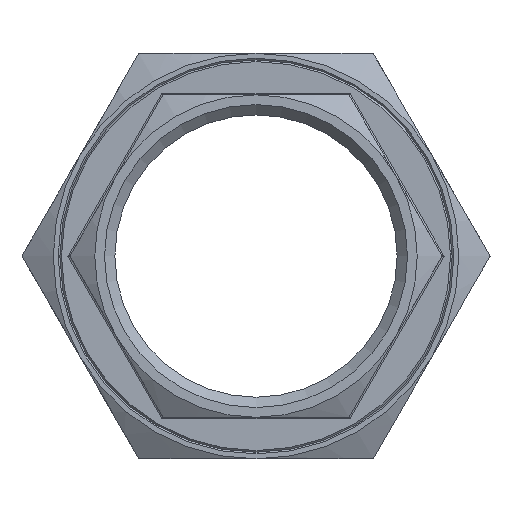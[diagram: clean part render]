
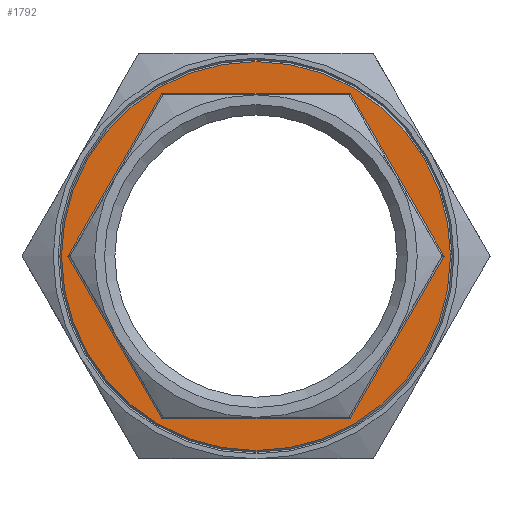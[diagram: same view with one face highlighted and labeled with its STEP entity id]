
A CAD part, left-side view. The second image highlights one B-rep face of the part: STEP entity #1792.
In plain terms, the highlighted planar face has unit normal (-1, 0, 0).
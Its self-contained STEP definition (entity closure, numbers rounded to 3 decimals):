
#5 = DIRECTION ( 'NONE',  ( 0., -1., 0. ) ) ;
#18 = FACE_BOUND ( 'NONE', #3644, .T. ) ;
#1792 = ADVANCED_FACE ( 'NONE', ( #14474, #18 ), #14472, .T. ) ;
#3322 = ORIENTED_EDGE ( 'NONE', *, *, #10270, .F. ) ;
#3644 = EDGE_LOOP ( 'NONE', ( #3322, #12056, #12066, #10799, #12076, #10765 ) ) ;
#3674 = EDGE_LOOP ( 'NONE', ( #10787 ) ) ;
#5789 = VECTOR ( 'NONE', #9591, 1000. ) ;
#5795 = VECTOR ( 'NONE', #9534, 1000. ) ;
#5796 = VECTOR ( 'NONE', #9560, 1000. ) ;
#9128 = CARTESIAN_POINT ( 'NONE',  ( -16., -28.29, 49. ) ) ;
#9129 = CARTESIAN_POINT ( 'NONE',  ( -16., 28.29, -49. ) ) ;
#9145 = CARTESIAN_POINT ( 'NONE',  ( -16., 56.58, 0. ) ) ;
#9164 = CARTESIAN_POINT ( 'NONE',  ( -16., -56.58, 0. ) ) ;
#9172 = CARTESIAN_POINT ( 'NONE',  ( -16., -28.29, -49. ) ) ;
#9187 = CARTESIAN_POINT ( 'NONE',  ( -16., 28.29, 49. ) ) ;
#9363 = CARTESIAN_POINT ( 'NONE',  ( -16., 0., 58.5 ) ) ;
#9376 = VERTEX_POINT ( 'NONE', #9363 ) ;
#9492 = LINE ( 'NONE', #9528, #5795 ) ;
#9528 = CARTESIAN_POINT ( 'NONE',  ( -16., -35.435, -36.625 ) ) ;
#9533 = LINE ( 'NONE', #9548, #5796 ) ;
#9534 = DIRECTION ( 'NONE',  ( 0., -0.5, 0.866 ) ) ;
#9548 = CARTESIAN_POINT ( 'NONE',  ( -16., 14.001, -49. ) ) ;
#9560 = DIRECTION ( 'NONE',  ( 0., -1., 0. ) ) ;
#9561 = LINE ( 'NONE', #9562, #5789 ) ;
#9562 = CARTESIAN_POINT ( 'NONE',  ( -16., 49.436, -12.375 ) ) ;
#9591 = DIRECTION ( 'NONE',  ( 0., -0.5, -0.866 ) ) ;
#9851 = DIRECTION ( 'NONE',  ( 0., 0., 1. ) ) ;
#9856 = DIRECTION ( 'NONE',  ( -1., 0., 0. ) ) ;
#9869 = CARTESIAN_POINT ( 'NONE',  ( -16., 0., 0. ) ) ;
#9871 = LINE ( 'NONE', #9874, #10695 ) ;
#9874 = CARTESIAN_POINT ( 'NONE',  ( -16., -49.436, 12.375 ) ) ;
#9935 = DIRECTION ( 'NONE',  ( 0., 0.5, 0.866 ) ) ;
#9983 = LINE ( 'NONE', #9984, #10711 ) ;
#9984 = CARTESIAN_POINT ( 'NONE',  ( -16., 35.435, 36.625 ) ) ;
#9987 = DIRECTION ( 'NONE',  ( 0., 0.5, -0.866 ) ) ;
#9992 = LINE ( 'NONE', #9996, #10703 ) ;
#9996 = CARTESIAN_POINT ( 'NONE',  ( -16., -14.001, 49. ) ) ;
#10005 = DIRECTION ( 'NONE',  ( 0., 1., 0. ) ) ;
#10255 = EDGE_CURVE ( 'NONE', #11720, #11726, #9492, .T. ) ;
#10269 = EDGE_CURVE ( 'NONE', #11698, #11720, #9533, .T. ) ;
#10270 = EDGE_CURVE ( 'NONE', #11689, #11698, #9561, .T. ) ;
#10347 = EDGE_CURVE ( 'NONE', #9376, #9376, #10735, .T. ) ;
#10367 = EDGE_CURVE ( 'NONE', #11726, #11693, #9871, .T. ) ;
#10382 = EDGE_CURVE ( 'NONE', #11693, #11717, #9992, .T. ) ;
#10387 = EDGE_CURVE ( 'NONE', #11717, #11689, #9983, .T. ) ;
#10471 = AXIS2_PLACEMENT_3D ( 'NONE', #14464, #14480, #5 ) ;
#10695 = VECTOR ( 'NONE', #9935, 1000. ) ;
#10703 = VECTOR ( 'NONE', #10005, 1000. ) ;
#10711 = VECTOR ( 'NONE', #9987, 1000. ) ;
#10723 = AXIS2_PLACEMENT_3D ( 'NONE', #9869, #9856, #9851 ) ;
#10735 = CIRCLE ( 'NONE', #10723, 58.5 ) ;
#10765 = ORIENTED_EDGE ( 'NONE', *, *, #10269, .F. ) ;
#10787 = ORIENTED_EDGE ( 'NONE', *, *, #10347, .T. ) ;
#10799 = ORIENTED_EDGE ( 'NONE', *, *, #10367, .F. ) ;
#11689 = VERTEX_POINT ( 'NONE', #9145 ) ;
#11693 = VERTEX_POINT ( 'NONE', #9128 ) ;
#11698 = VERTEX_POINT ( 'NONE', #9129 ) ;
#11717 = VERTEX_POINT ( 'NONE', #9187 ) ;
#11720 = VERTEX_POINT ( 'NONE', #9172 ) ;
#11726 = VERTEX_POINT ( 'NONE', #9164 ) ;
#12056 = ORIENTED_EDGE ( 'NONE', *, *, #10387, .F. ) ;
#12066 = ORIENTED_EDGE ( 'NONE', *, *, #10382, .F. ) ;
#12076 = ORIENTED_EDGE ( 'NONE', *, *, #10255, .F. ) ;
#14464 = CARTESIAN_POINT ( 'NONE',  ( -16., 0., 0. ) ) ;
#14472 = PLANE ( 'NONE',  #10471 ) ;
#14474 = FACE_OUTER_BOUND ( 'NONE', #3674, .T. ) ;
#14480 = DIRECTION ( 'NONE',  ( -1., 0., 0. ) ) ;
